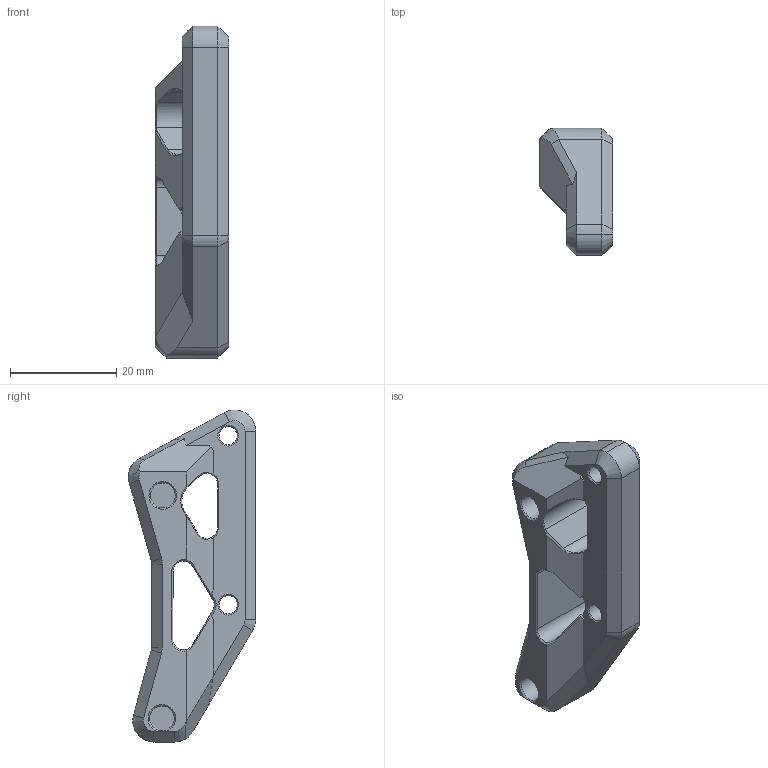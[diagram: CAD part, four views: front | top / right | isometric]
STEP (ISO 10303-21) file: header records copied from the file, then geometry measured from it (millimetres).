
FILE_DESCRIPTION(('HOOPS Exchange Step'),'2;1');
FILE_NAME('BDWidth Sensor Sherpa Mini Mount.stp','2026-02-26T17:20:14-05:00',('RED'),('Unknown organisation'),'HOOPS Exchange 2025.8','HOOPS Exchange','Unknown authorisation');
FILE_SCHEMA( ('AP203_CONFIGURATION_CONTROLLED_3D_DESIGN_OF_MECHANICAL_PARTS_AND_ASSEMBLIES_MIM_LF') );
Length unit declared in the file: millimetre
Products named in the file (1): root
Bounding box: 13.76 x 23.98 x 62.51 mm (x, y, z)
Volume: 9740.8 mm3; surface area: 4393.6 mm2
Topology: 1 solids, 1 shells, 122 faces, 320 edges, 199 vertices
Faces by surface type: plane 54, cone 36, cylinder 20, bspline 12
Full cylindrical faces by diameter (mm): 3.4 x2, 4.7 x2
Entity records: 4547 total; most frequent: CARTESIAN_POINT 1577, ORIENTED_EDGE 640, DIRECTION 582, EDGE_CURVE 320, AXIS2_PLACEMENT_3D 203, VERTEX_POINT 199, VECTOR 176, LINE 176
